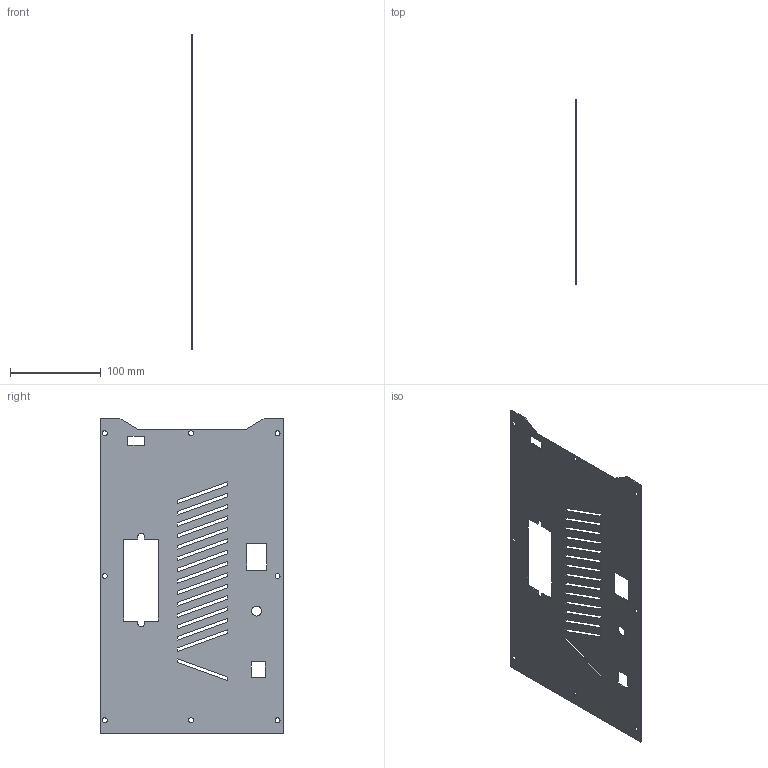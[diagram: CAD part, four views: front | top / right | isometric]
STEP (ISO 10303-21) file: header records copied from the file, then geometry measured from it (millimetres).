
FILE_DESCRIPTION (( 'STEP AP203' ), '1' );
FILE_NAME ('衵耜啣V1.STEP', '2022-09-27T06:03:48', ( '' ), ( '' ), 'SwSTEP 2.0', 'SolidWorks 2016', '' );
FILE_SCHEMA (( 'CONFIG_CONTROL_DESIGN' ));
Length unit declared in the file: millimetre
Products named in the file (1): 衵耜啣V1
Bounding box: 1 x 202 x 346 mm (x, y, z)
Volume: 60116.2 mm3; surface area: 123882.4 mm2
Topology: 1 solids, 1 shells, 117 faces, 345 edges, 230 vertices
Faces by surface type: plane 96, cylinder 21
Entity records: 4050 total; most frequent: CARTESIAN_POINT 693, ORIENTED_EDGE 690, DIRECTION 623, EDGE_CURVE 345, VECTOR 303, LINE 303, VERTEX_POINT 230, EDGE_LOOP 173
